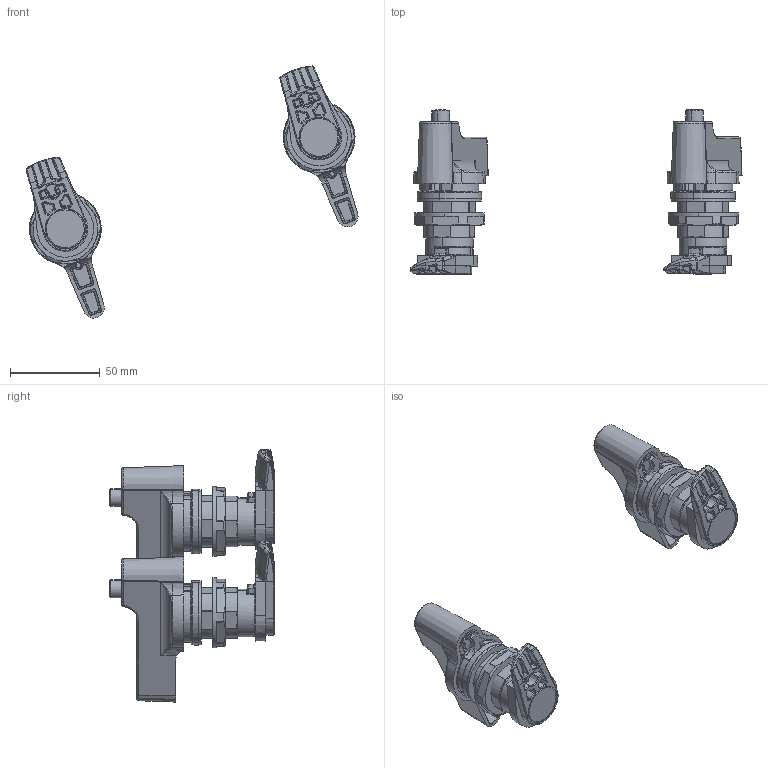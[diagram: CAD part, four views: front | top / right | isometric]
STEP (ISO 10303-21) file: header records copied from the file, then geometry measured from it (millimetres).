
FILE_DESCRIPTION (( 'STEP AP214' ), '1' );
FILE_NAME ('21610002.STEP', '2008-11-13T10:58:05', ( ' ' ), ( '' ), 'SwSTEP 2.0', 'SolidWorks 2008', '' );
FILE_SCHEMA (( 'AUTOMOTIVE_DESIGN' ));
Length unit declared in the file: millimetre
Products named in the file (23): 83025_Standard; 93272_Standard; 82203_Standard; 08020921_Standard; 94304_Standard; 51104_Standard; 82201_Standard; 94302_Standard; 84103_Standard; 94307_Standard; 94309_Standard; 82169_Standard; 94070_Vorspannung; 94308_Standard; 51198_Standard; 21610002; 94360_geöffnet; 86209_Standard; 94350_Standard; 93030_Standard; 83052_Standard
Assembly tree (42 placements, depth 4):
  21610002
    82203_Standard  x2
    08020921_Standard  x2
    51198_Standard  x2
      83052_Standard
      93030_Standard
      94360_geöffnet
      94308_Standard
        94308_Standard
        86209_Standard
    94350_Standard  x2
    83025_Standard  x2
    82201_Standard  x2
    94304_Standard  x2
    51104_Standard  x2
      82169_Standard
      94070_Vorspannung
      94309_Standard
      94307_Standard
        94307_Standard
        84103_Standard
      94302_Standard
    93272_Standard  x2
Bounding box: 184.64 x 91.25 x 140.32 mm (x, y, z)
Volume: 130271.2 mm3; surface area: 99300.4 mm2
Topology: 58 solids, 58 shells, 2392 faces, 5700 edges, 3290 vertices
Faces by surface type: cylinder 682, plane 534, bspline 498, cone 302, torus 296, sphere 80
Entity records: 38662 total; most frequent: CARTESIAN_POINT 14091, ORIENTED_EDGE 5184, DIRECTION 4734, EDGE_CURVE 2592, AXIS2_PLACEMENT_3D 1960, VERTEX_POINT 1543, EDGE_LOOP 1179, ADVANCED_FACE 1107
